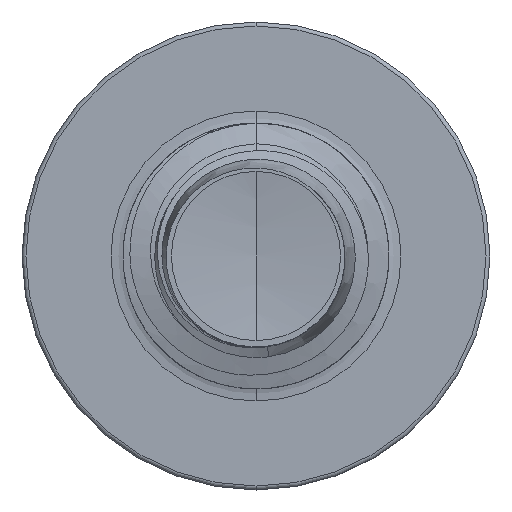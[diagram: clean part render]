
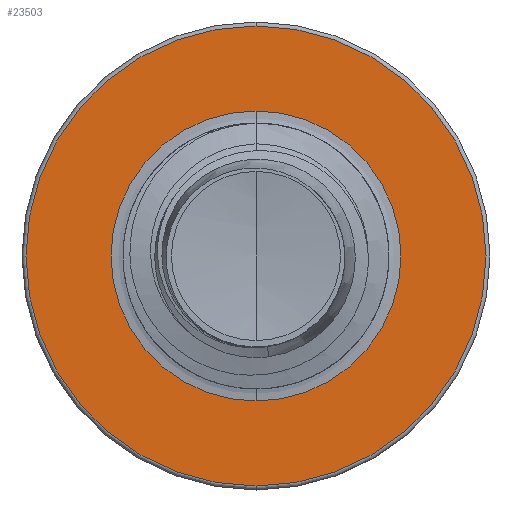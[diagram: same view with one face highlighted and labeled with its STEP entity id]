
A CAD part, front view. The second image highlights one B-rep face of the part: STEP entity #23503.
In plain terms, the highlighted planar face has unit normal (0, -1, 0).
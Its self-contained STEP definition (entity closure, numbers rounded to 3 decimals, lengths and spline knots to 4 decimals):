
#3549 = AXIS2_PLACEMENT_3D ( 'NONE', #21960, #4381, #24811 ) ;
#4381 = DIRECTION ( 'NONE',  ( 0., 1., 0. ) ) ;
#6118 = VERTEX_POINT ( 'NONE', #21700 ) ;
#8434 = FACE_OUTER_BOUND ( 'NONE', #13897, .T. ) ;
#9107 = DIRECTION ( 'NONE',  ( 0., 1., 0. ) ) ;
#10420 = DIRECTION ( 'NONE',  ( 0., 0., 1. ) ) ;
#12241 = AXIS2_PLACEMENT_3D ( 'NONE', #16294, #35924, #19188 ) ;
#13897 = EDGE_LOOP ( 'NONE', ( #21231, #21538 ) ) ;
#14720 = CIRCLE ( 'NONE', #12241, 2.1625 ) ;
#16019 = CARTESIAN_POINT ( 'NONE',  ( 0., 15., -1.3632 ) ) ;
#16256 = DIRECTION ( 'NONE',  ( 0., 1., 0. ) ) ;
#16294 = CARTESIAN_POINT ( 'NONE',  ( 0., 15., 0. ) ) ;
#16793 = EDGE_CURVE ( 'NONE', #23864, #23895, #33367, .T. ) ;
#18919 = PLANE ( 'NONE',  #21604 ) ;
#19188 = DIRECTION ( 'NONE',  ( 0., 0., 1. ) ) ;
#21231 = ORIENTED_EDGE ( 'NONE', *, *, #37240, .F. ) ;
#21335 = CARTESIAN_POINT ( 'NONE',  ( 0., 15., 2.1625 ) ) ;
#21478 = CIRCLE ( 'NONE', #29131, 1.3632 ) ;
#21538 = ORIENTED_EDGE ( 'NONE', *, *, #29018, .F. ) ;
#21604 = AXIS2_PLACEMENT_3D ( 'NONE', #16019, #27504, #10420 ) ;
#21700 = CARTESIAN_POINT ( 'NONE',  ( 0., 15., -2.1625 ) ) ;
#21937 = ORIENTED_EDGE ( 'NONE', *, *, #32721, .T. ) ;
#21960 = CARTESIAN_POINT ( 'NONE',  ( 0., 15., 0. ) ) ;
#22467 = ORIENTED_EDGE ( 'NONE', *, *, #16793, .T. ) ;
#22929 = FACE_BOUND ( 'NONE', #27289, .T. ) ;
#23503 = ADVANCED_FACE ( 'NONE', ( #8434, #22929 ), #18919, .F. ) ;
#23864 = VERTEX_POINT ( 'NONE', #27342 ) ;
#23895 = VERTEX_POINT ( 'NONE', #30104 ) ;
#24555 = CIRCLE ( 'NONE', #27634, 2.1625 ) ;
#24811 = DIRECTION ( 'NONE',  ( 0., 0., 1. ) ) ;
#26302 = CARTESIAN_POINT ( 'NONE',  ( 0., 15., 0. ) ) ;
#27289 = EDGE_LOOP ( 'NONE', ( #21937, #22467 ) ) ;
#27342 = CARTESIAN_POINT ( 'NONE',  ( 0., 15., -1.3632 ) ) ;
#27504 = DIRECTION ( 'NONE',  ( 0., 1., 0. ) ) ;
#27634 = AXIS2_PLACEMENT_3D ( 'NONE', #26302, #9107, #29056 ) ;
#29018 = EDGE_CURVE ( 'NONE', #6118, #31112, #14720, .T. ) ;
#29056 = DIRECTION ( 'NONE',  ( 0., 0., 1. ) ) ;
#29131 = AXIS2_PLACEMENT_3D ( 'NONE', #33146, #16256, #35885 ) ;
#30104 = CARTESIAN_POINT ( 'NONE',  ( 0., 15., 1.3632 ) ) ;
#31112 = VERTEX_POINT ( 'NONE', #21335 ) ;
#32721 = EDGE_CURVE ( 'NONE', #23895, #23864, #21478, .T. ) ;
#33146 = CARTESIAN_POINT ( 'NONE',  ( 0., 15., 0. ) ) ;
#33367 = CIRCLE ( 'NONE', #3549, 1.3632 ) ;
#35885 = DIRECTION ( 'NONE',  ( 0., 0., 1. ) ) ;
#35924 = DIRECTION ( 'NONE',  ( 0., 1., 0. ) ) ;
#37240 = EDGE_CURVE ( 'NONE', #31112, #6118, #24555, .T. ) ;
